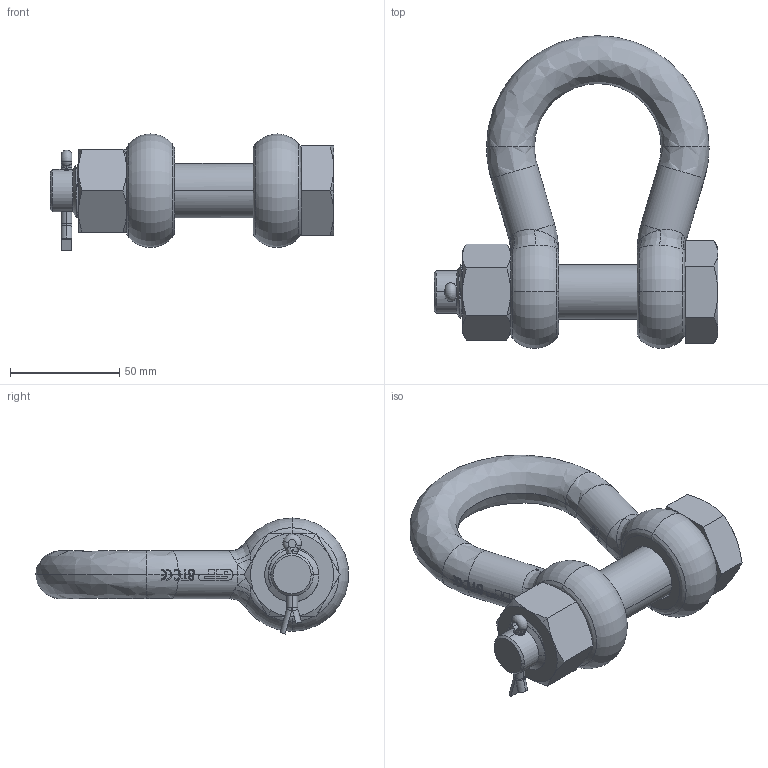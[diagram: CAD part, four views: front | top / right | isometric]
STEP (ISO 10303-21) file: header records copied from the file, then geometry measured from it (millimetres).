
FILE_DESCRIPTION(('STEP AP214'),'1');
FILE_NAME('sughmb22.stp','2017-03-31T06:18:30',('TraceParts'),('TraceParts S.A.'),'Spatial InterOp 3D',' ',' ');
FILE_SCHEMA(('automotive_design'));
Length unit declared in the file: millimetre
Products named in the file (4): sughmb22_1; sughmb22_2; sughmb22_3; sughmb22_4
Bounding box: 130 x 143.31 x 53.17 mm (x, y, z)
Volume: 231827.6 mm3; surface area: 51816.6 mm2
Topology: 4 solids, 4 shells, 753 faces, 2078 edges, 1349 vertices
Faces by surface type: bspline 328, plane 255, cylinder 129, cone 30, torus 11
Entity records: 38807 total; most frequent: CARTESIAN_POINT 22521, ORIENTED_EDGE 4140, DIRECTION 2169, EDGE_CURVE 2070, VERTEX_POINT 1349, LINE 905, VECTOR 905, B_SPLINE_CURVE_WITH_KNOTS 822
